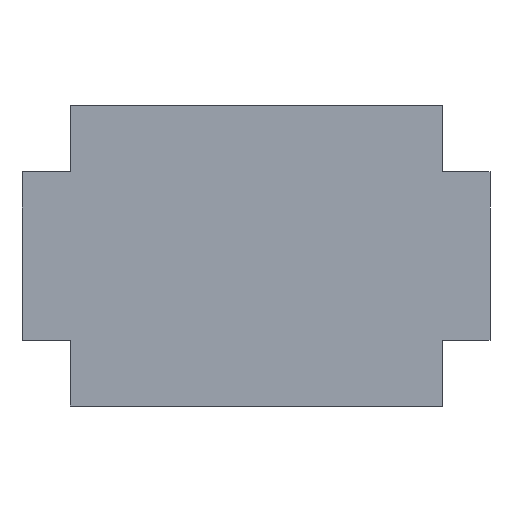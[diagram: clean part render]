
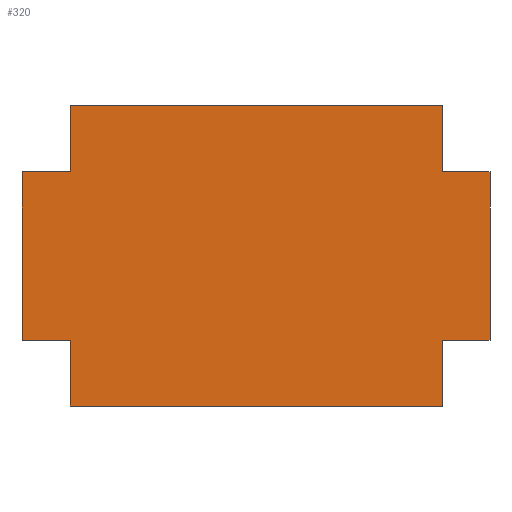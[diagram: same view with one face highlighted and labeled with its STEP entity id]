
A CAD part, left-side view. The second image highlights one B-rep face of the part: STEP entity #320.
In plain terms, the highlighted planar face has unit normal (-1, 0, 0).
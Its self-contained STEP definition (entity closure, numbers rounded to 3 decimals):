
#1=DIRECTION('',(0.,0.,-1.));
#2=VECTOR('',#1,0.55);
#3=CARTESIAN_POINT('',(0.,-1.55,1.25));
#4=LINE('',#3,#2);
#5=DIRECTION('',(0.,-1.,0.));
#6=VECTOR('',#5,0.4);
#7=CARTESIAN_POINT('',(0.,-1.55,0.7));
#8=LINE('',#7,#6);
#9=DIRECTION('',(0.,0.,-1.));
#10=VECTOR('',#9,1.4);
#11=CARTESIAN_POINT('',(0.,-1.95,0.7));
#12=LINE('',#11,#10);
#13=DIRECTION('',(0.,1.,0.));
#14=VECTOR('',#13,0.4);
#15=CARTESIAN_POINT('',(0.,-1.95,-0.7));
#16=LINE('',#15,#14);
#17=DIRECTION('',(0.,0.,-1.));
#18=VECTOR('',#17,0.55);
#19=CARTESIAN_POINT('',(0.,-1.55,-0.7));
#20=LINE('',#19,#18);
#21=DIRECTION('',(0.,1.,0.));
#22=VECTOR('',#21,3.1);
#23=CARTESIAN_POINT('',(0.,-1.55,-1.25));
#24=LINE('',#23,#22);
#25=DIRECTION('',(0.,0.,1.));
#26=VECTOR('',#25,0.55);
#27=CARTESIAN_POINT('',(0.,1.55,-1.25));
#28=LINE('',#27,#26);
#29=DIRECTION('',(0.,1.,0.));
#30=VECTOR('',#29,0.4);
#31=CARTESIAN_POINT('',(0.,1.55,-0.7));
#32=LINE('',#31,#30);
#33=DIRECTION('',(0.,0.,1.));
#34=VECTOR('',#33,1.4);
#35=CARTESIAN_POINT('',(0.,1.95,-0.7));
#36=LINE('',#35,#34);
#37=DIRECTION('',(0.,-1.,0.));
#38=VECTOR('',#37,0.4);
#39=CARTESIAN_POINT('',(0.,1.95,0.7));
#40=LINE('',#39,#38);
#41=DIRECTION('',(0.,0.,1.));
#42=VECTOR('',#41,0.55);
#43=CARTESIAN_POINT('',(0.,1.55,0.7));
#44=LINE('',#43,#42);
#45=DIRECTION('',(0.,-1.,0.));
#46=VECTOR('',#45,3.1);
#47=CARTESIAN_POINT('',(0.,1.55,1.25));
#48=LINE('',#47,#46);
#221=CARTESIAN_POINT('',(0.,-1.55,1.25));
#222=CARTESIAN_POINT('',(0.,-1.55,0.7));
#223=VERTEX_POINT('',#221);
#224=VERTEX_POINT('',#222);
#225=CARTESIAN_POINT('',(0.,-1.95,0.7));
#226=VERTEX_POINT('',#225);
#227=CARTESIAN_POINT('',(0.,-1.95,-0.7));
#228=VERTEX_POINT('',#227);
#229=CARTESIAN_POINT('',(0.,-1.55,-0.7));
#230=VERTEX_POINT('',#229);
#231=CARTESIAN_POINT('',(0.,-1.55,-1.25));
#232=VERTEX_POINT('',#231);
#233=CARTESIAN_POINT('',(0.,1.55,-1.25));
#234=VERTEX_POINT('',#233);
#235=CARTESIAN_POINT('',(0.,1.55,-0.7));
#236=VERTEX_POINT('',#235);
#237=CARTESIAN_POINT('',(0.,1.95,-0.7));
#238=VERTEX_POINT('',#237);
#239=CARTESIAN_POINT('',(0.,1.95,0.7));
#240=VERTEX_POINT('',#239);
#241=CARTESIAN_POINT('',(0.,1.55,0.7));
#242=VERTEX_POINT('',#241);
#243=CARTESIAN_POINT('',(0.,1.55,1.25));
#244=VERTEX_POINT('',#243);
#289=CARTESIAN_POINT('',(0.,0.,0.));
#290=DIRECTION('',(1.,0.,0.));
#291=DIRECTION('',(0.,-1.,0.));
#292=AXIS2_PLACEMENT_3D('',#289,#290,#291);
#293=PLANE('',#292);
#295=ORIENTED_EDGE('',*,*,#294,.T.);
#297=ORIENTED_EDGE('',*,*,#296,.T.);
#299=ORIENTED_EDGE('',*,*,#298,.T.);
#301=ORIENTED_EDGE('',*,*,#300,.T.);
#303=ORIENTED_EDGE('',*,*,#302,.T.);
#305=ORIENTED_EDGE('',*,*,#304,.T.);
#307=ORIENTED_EDGE('',*,*,#306,.T.);
#309=ORIENTED_EDGE('',*,*,#308,.T.);
#311=ORIENTED_EDGE('',*,*,#310,.T.);
#313=ORIENTED_EDGE('',*,*,#312,.T.);
#315=ORIENTED_EDGE('',*,*,#314,.T.);
#317=ORIENTED_EDGE('',*,*,#316,.T.);
#318=EDGE_LOOP('',(#295,#297,#299,#301,#303,#305,#307,#309,#311,#313,#315,
#317));
#319=FACE_OUTER_BOUND('',#318,.F.);
#294=EDGE_CURVE('',#223,#224,#4,.T.);
#296=EDGE_CURVE('',#224,#226,#8,.T.);
#298=EDGE_CURVE('',#226,#228,#12,.T.);
#300=EDGE_CURVE('',#228,#230,#16,.T.);
#302=EDGE_CURVE('',#230,#232,#20,.T.);
#304=EDGE_CURVE('',#232,#234,#24,.T.);
#306=EDGE_CURVE('',#234,#236,#28,.T.);
#308=EDGE_CURVE('',#236,#238,#32,.T.);
#310=EDGE_CURVE('',#238,#240,#36,.T.);
#312=EDGE_CURVE('',#240,#242,#40,.T.);
#314=EDGE_CURVE('',#242,#244,#44,.T.);
#316=EDGE_CURVE('',#244,#223,#48,.T.);
#320=ADVANCED_FACE('',(#319),#293,.F.);
